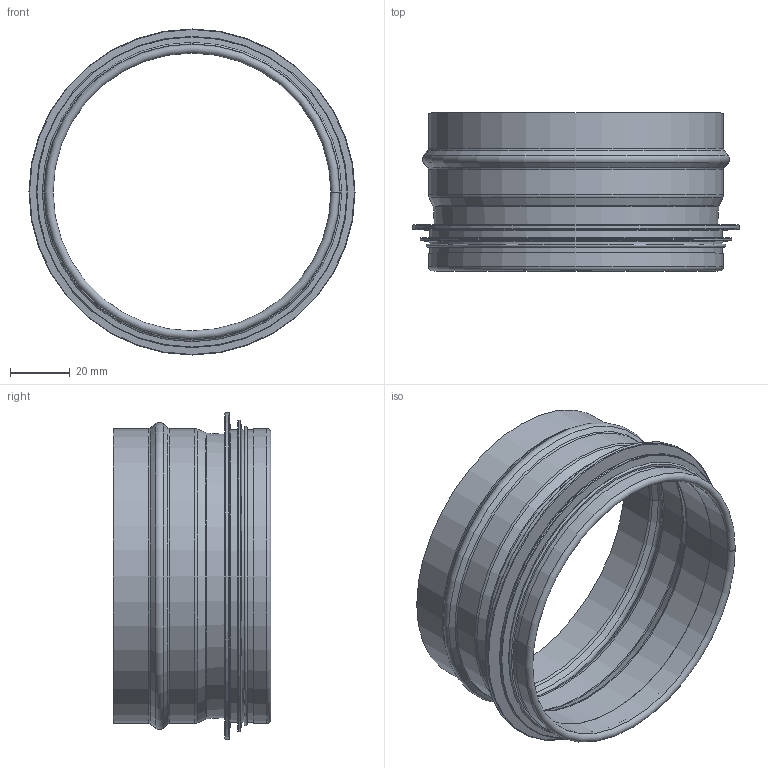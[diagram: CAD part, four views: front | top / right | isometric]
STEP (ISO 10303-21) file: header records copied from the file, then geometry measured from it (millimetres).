
FILE_DESCRIPTION(/* description */ ('Stos Stoppsick och G-Ring'),/* implementation_level */ '2;1');
FILE_NAME(/* name */ 'CM10003.stp',/* time_stamp */ '2017-04-12T06:42:25-07:00',/* author */ ('Maria'),/* organization */ (''),/* preprocessor_version */ 'ST-DEVELOPER v16.5',/* originating_system */ 'Autodesk Inventor 2017',/* authorisation */ '');
FILE_SCHEMA (('AUTOMOTIVE_DESIGN { 1 0 10303 214 3 1 1 }'));
Length unit declared in the file: millimetre
Products named in the file (3): HSG-100; HSGRörämne-100; 999003
Assembly tree (2 placements, depth 2):
  HSG-100
    HSGRörämne-100
    999003
Bounding box: 109.45 x 53 x 109.45 mm (x, y, z)
Volume: 19943.9 mm3; surface area: 53707.6 mm2
Topology: 2 solids, 2 shells, 81 faces, 157 edges, 83 vertices
Faces by surface type: plane 37, torus 20, cylinder 14, cone 10
Full cylindrical faces by diameter (mm): 93.25 x1, 94.25 x1, 95.45 x1, 98.05 x6, 99.05 x3, 104.45 x1, 109.45 x1
Entity records: 2115 total; most frequent: DIRECTION 394, CARTESIAN_POINT 312, ORIENTED_EDGE 286, AXIS2_PLACEMENT_3D 165, EDGE_CURVE 143, EDGE_LOOP 100, VERTEX_POINT 83, STYLED_ITEM 83
